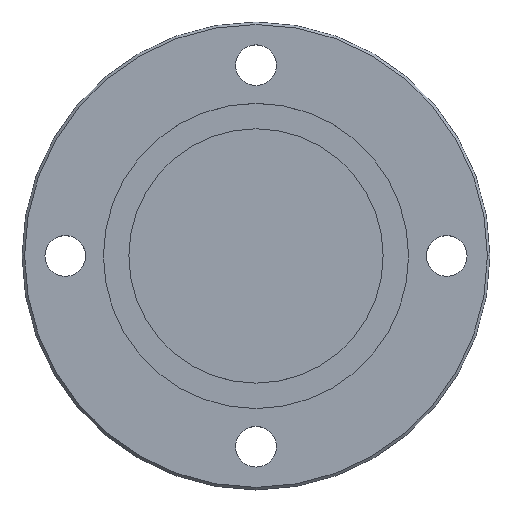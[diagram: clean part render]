
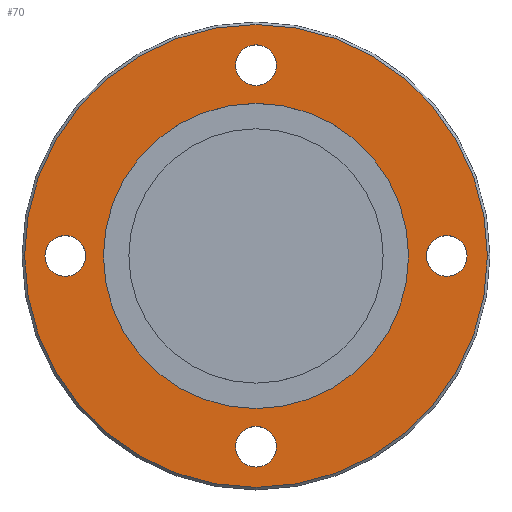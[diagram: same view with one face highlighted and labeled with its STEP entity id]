
A CAD part, top view. The second image highlights one B-rep face of the part: STEP entity #70.
In plain terms, the highlighted planar face has unit normal (0, 0, 1).
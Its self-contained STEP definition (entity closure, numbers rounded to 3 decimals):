
#10 = CIRCLE ( 'NONE', #669, 4. ) ;
#14 = AXIS2_PLACEMENT_3D ( 'NONE', #575, #186, #120 ) ;
#20 = DIRECTION ( 'NONE',  ( 1., 0., 0. ) ) ;
#22 = EDGE_LOOP ( 'NONE', ( #253, #50 ) ) ;
#24 = ORIENTED_EDGE ( 'NONE', *, *, #404, .T. ) ;
#26 = EDGE_CURVE ( 'NONE', #185, #103, #295, .T. ) ;
#40 = CIRCLE ( 'NONE', #454, 4. ) ;
#46 = CARTESIAN_POINT ( 'NONE',  ( -4., -37.5, 10. ) ) ;
#47 = EDGE_LOOP ( 'NONE', ( #24, #638 ) ) ;
#50 = ORIENTED_EDGE ( 'NONE', *, *, #169, .F. ) ;
#55 = FACE_BOUND ( 'NONE', #369, .T. ) ;
#60 = DIRECTION ( 'NONE',  ( 1., 0., 0. ) ) ;
#63 = CARTESIAN_POINT ( 'NONE',  ( 0., 37.5, 10. ) ) ;
#64 = FACE_BOUND ( 'NONE', #89, .T. ) ;
#68 = DIRECTION ( 'NONE',  ( 0., -1., 0. ) ) ;
#70 = ADVANCED_FACE ( 'NONE', ( #620, #64, #686, #55, #500, #519 ), #459, .F. ) ;
#71 = CIRCLE ( 'NONE', #14, 4. ) ;
#82 = DIRECTION ( 'NONE',  ( 0., 0., 1. ) ) ;
#87 = DIRECTION ( 'NONE',  ( 1., 0., 0. ) ) ;
#89 = EDGE_LOOP ( 'NONE', ( #450, #199 ) ) ;
#91 = DIRECTION ( 'NONE',  ( 0., -1., 0. ) ) ;
#92 = CIRCLE ( 'NONE', #444, 45.5 ) ;
#94 = DIRECTION ( 'NONE',  ( -1., 0., 0. ) ) ;
#103 = VERTEX_POINT ( 'NONE', #662 ) ;
#120 = DIRECTION ( 'NONE',  ( -1., 0., 0. ) ) ;
#123 = DIRECTION ( 'NONE',  ( 0., 0., -1. ) ) ;
#129 = CARTESIAN_POINT ( 'NONE',  ( 45.5, 0., 10. ) ) ;
#131 = CARTESIAN_POINT ( 'NONE',  ( -37.5, 4., 10. ) ) ;
#133 = CIRCLE ( 'NONE', #328, 4. ) ;
#137 = CARTESIAN_POINT ( 'NONE',  ( 0., 0., 10. ) ) ;
#152 = ORIENTED_EDGE ( 'NONE', *, *, #311, .F. ) ;
#157 = CARTESIAN_POINT ( 'NONE',  ( -4., 37.5, 10. ) ) ;
#168 = VERTEX_POINT ( 'NONE', #46 ) ;
#169 = EDGE_CURVE ( 'NONE', #283, #435, #40, .T. ) ;
#176 = CARTESIAN_POINT ( 'NONE',  ( 30., 0., 10. ) ) ;
#177 = CARTESIAN_POINT ( 'NONE',  ( 0., 45.5, 10. ) ) ;
#179 = EDGE_CURVE ( 'NONE', #168, #429, #10, .T. ) ;
#185 = VERTEX_POINT ( 'NONE', #157 ) ;
#186 = DIRECTION ( 'NONE',  ( 0., 0., 1. ) ) ;
#195 = CARTESIAN_POINT ( 'NONE',  ( -37.5, -4., 10. ) ) ;
#199 = ORIENTED_EDGE ( 'NONE', *, *, #525, .F. ) ;
#204 = ORIENTED_EDGE ( 'NONE', *, *, #26, .F. ) ;
#215 = EDGE_CURVE ( 'NONE', #435, #283, #303, .T. ) ;
#219 = CIRCLE ( 'NONE', #255, 45.5 ) ;
#226 = VERTEX_POINT ( 'NONE', #566 ) ;
#229 = DIRECTION ( 'NONE',  ( 1., 0., 0. ) ) ;
#245 = ORIENTED_EDGE ( 'NONE', *, *, #678, .F. ) ;
#246 = CIRCLE ( 'NONE', #367, 30. ) ;
#253 = ORIENTED_EDGE ( 'NONE', *, *, #215, .F. ) ;
#255 = AXIS2_PLACEMENT_3D ( 'NONE', #521, #356, #20 ) ;
#258 = DIRECTION ( 'NONE',  ( 0., 0., 1. ) ) ;
#266 = DIRECTION ( 'NONE',  ( 0., 0., 1. ) ) ;
#271 = CIRCLE ( 'NONE', #690, 30. ) ;
#272 = CARTESIAN_POINT ( 'NONE',  ( -30., 0., 10. ) ) ;
#278 = ORIENTED_EDGE ( 'NONE', *, *, #641, .F. ) ;
#283 = VERTEX_POINT ( 'NONE', #195 ) ;
#295 = CIRCLE ( 'NONE', #353, 4. ) ;
#303 = CIRCLE ( 'NONE', #720, 4. ) ;
#311 = EDGE_CURVE ( 'NONE', #103, #185, #455, .T. ) ;
#328 = AXIS2_PLACEMENT_3D ( 'NONE', #464, #571, #68 ) ;
#329 = DIRECTION ( 'NONE',  ( 0., 0., 1. ) ) ;
#337 = ORIENTED_EDGE ( 'NONE', *, *, #547, .F. ) ;
#338 = DIRECTION ( 'NONE',  ( 0., 1., 0. ) ) ;
#353 = AXIS2_PLACEMENT_3D ( 'NONE', #681, #446, #677 ) ;
#356 = DIRECTION ( 'NONE',  ( 0., 0., 1. ) ) ;
#365 = EDGE_LOOP ( 'NONE', ( #278, #245 ) ) ;
#367 = AXIS2_PLACEMENT_3D ( 'NONE', #137, #647, #87 ) ;
#369 = EDGE_LOOP ( 'NONE', ( #152, #204 ) ) ;
#371 = DIRECTION ( 'NONE',  ( 0., 0., 1. ) ) ;
#376 = VERTEX_POINT ( 'NONE', #272 ) ;
#380 = ORIENTED_EDGE ( 'NONE', *, *, #667, .F. ) ;
#384 = DIRECTION ( 'NONE',  ( 1., 0., 0. ) ) ;
#387 = AXIS2_PLACEMENT_3D ( 'NONE', #177, #123, #692 ) ;
#404 = EDGE_CURVE ( 'NONE', #226, #581, #92, .T. ) ;
#429 = VERTEX_POINT ( 'NONE', #445 ) ;
#435 = VERTEX_POINT ( 'NONE', #131 ) ;
#444 = AXIS2_PLACEMENT_3D ( 'NONE', #685, #329, #384 ) ;
#445 = CARTESIAN_POINT ( 'NONE',  ( 4., -37.5, 10. ) ) ;
#446 = DIRECTION ( 'NONE',  ( 0., 0., 1. ) ) ;
#449 = DIRECTION ( 'NONE',  ( 0., 0., 1. ) ) ;
#450 = ORIENTED_EDGE ( 'NONE', *, *, #179, .F. ) ;
#454 = AXIS2_PLACEMENT_3D ( 'NONE', #666, #258, #726 ) ;
#455 = CIRCLE ( 'NONE', #659, 4. ) ;
#459 = PLANE ( 'NONE',  #387 ) ;
#464 = CARTESIAN_POINT ( 'NONE',  ( 37.5, 0., 10. ) ) ;
#469 = VERTEX_POINT ( 'NONE', #691 ) ;
#473 = VERTEX_POINT ( 'NONE', #176 ) ;
#486 = CARTESIAN_POINT ( 'NONE',  ( 0., -37.5, 10. ) ) ;
#500 = FACE_BOUND ( 'NONE', #365, .T. ) ;
#519 = FACE_OUTER_BOUND ( 'NONE', #47, .T. ) ;
#521 = CARTESIAN_POINT ( 'NONE',  ( 0., 0., 10. ) ) ;
#522 = AXIS2_PLACEMENT_3D ( 'NONE', #586, #371, #91 ) ;
#525 = EDGE_CURVE ( 'NONE', #429, #168, #71, .T. ) ;
#542 = EDGE_LOOP ( 'NONE', ( #380, #337 ) ) ;
#547 = EDGE_CURVE ( 'NONE', #555, #469, #133, .T. ) ;
#555 = VERTEX_POINT ( 'NONE', #629 ) ;
#560 = CARTESIAN_POINT ( 'NONE',  ( -37.5, 0., 10. ) ) ;
#566 = CARTESIAN_POINT ( 'NONE',  ( -45.5, 0., 10. ) ) ;
#571 = DIRECTION ( 'NONE',  ( 0., 0., 1. ) ) ;
#575 = CARTESIAN_POINT ( 'NONE',  ( 0., -37.5, 10. ) ) ;
#581 = VERTEX_POINT ( 'NONE', #129 ) ;
#582 = CARTESIAN_POINT ( 'NONE',  ( 0., 0., 10. ) ) ;
#586 = CARTESIAN_POINT ( 'NONE',  ( 37.5, 0., 10. ) ) ;
#613 = DIRECTION ( 'NONE',  ( 0., 0., 1. ) ) ;
#618 = EDGE_CURVE ( 'NONE', #581, #226, #219, .T. ) ;
#620 = FACE_BOUND ( 'NONE', #22, .T. ) ;
#629 = CARTESIAN_POINT ( 'NONE',  ( 37.5, 4., 10. ) ) ;
#638 = ORIENTED_EDGE ( 'NONE', *, *, #618, .T. ) ;
#641 = EDGE_CURVE ( 'NONE', #473, #376, #271, .T. ) ;
#647 = DIRECTION ( 'NONE',  ( 0., 0., 1. ) ) ;
#650 = CIRCLE ( 'NONE', #522, 4. ) ;
#659 = AXIS2_PLACEMENT_3D ( 'NONE', #63, #613, #60 ) ;
#662 = CARTESIAN_POINT ( 'NONE',  ( 4., 37.5, 10. ) ) ;
#666 = CARTESIAN_POINT ( 'NONE',  ( -37.5, 0., 10. ) ) ;
#667 = EDGE_CURVE ( 'NONE', #469, #555, #650, .T. ) ;
#669 = AXIS2_PLACEMENT_3D ( 'NONE', #486, #266, #94 ) ;
#677 = DIRECTION ( 'NONE',  ( 1., 0., 0. ) ) ;
#678 = EDGE_CURVE ( 'NONE', #376, #473, #246, .T. ) ;
#681 = CARTESIAN_POINT ( 'NONE',  ( 0., 37.5, 10. ) ) ;
#685 = CARTESIAN_POINT ( 'NONE',  ( 0., 0., 10. ) ) ;
#686 = FACE_BOUND ( 'NONE', #542, .T. ) ;
#690 = AXIS2_PLACEMENT_3D ( 'NONE', #582, #82, #229 ) ;
#691 = CARTESIAN_POINT ( 'NONE',  ( 37.5, -4., 10. ) ) ;
#692 = DIRECTION ( 'NONE',  ( -1., 0., 0. ) ) ;
#720 = AXIS2_PLACEMENT_3D ( 'NONE', #560, #449, #338 ) ;
#726 = DIRECTION ( 'NONE',  ( 0., 1., 0. ) ) ;
